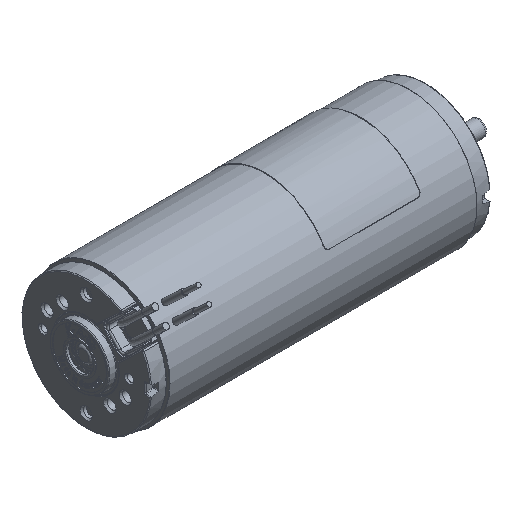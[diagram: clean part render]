
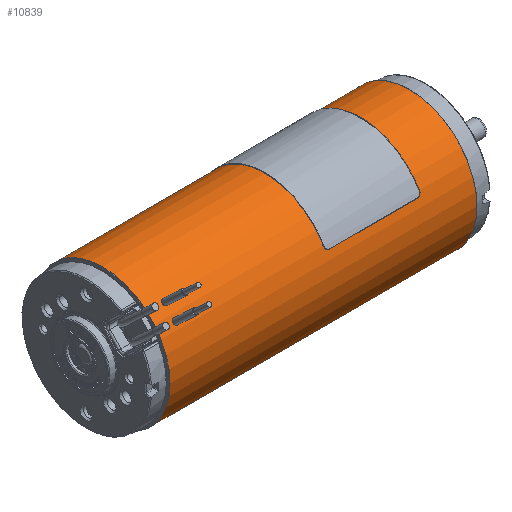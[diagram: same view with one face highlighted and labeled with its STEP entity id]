
A CAD part, isometric view. The second image highlights one B-rep face of the part: STEP entity #10839.
In plain terms, the highlighted cylindrical face has radius 25 mm (diameter 50 mm), a full revolution.
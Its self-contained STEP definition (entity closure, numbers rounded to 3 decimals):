
#8430=CYLINDRICAL_SURFACE('',#39533,25.);
#9330=FACE_BOUND('',#15734,.T.);
#9331=FACE_BOUND('',#15735,.T.);
#10839=ADVANCED_FACE('',(#9330,#9331),#8430,.T.);
#15734=EDGE_LOOP('',(#22982));
#15735=EDGE_LOOP('',(#22983));
#22982=ORIENTED_EDGE('',*,*,#33916,.T.);
#22983=ORIENTED_EDGE('',*,*,#33917,.T.);
#29373=VERTEX_POINT('',#67880);
#29374=VERTEX_POINT('',#67882);
#33916=EDGE_CURVE('',#29373,#29373,#37000,.T.);
#33917=EDGE_CURVE('',#29374,#29374,#37001,.T.);
#37000=CIRCLE('',#39531,25.);
#37001=CIRCLE('',#39532,25.);
#39531=AXIS2_PLACEMENT_3D('',#67879,#46155,#46156);
#39532=AXIS2_PLACEMENT_3D('',#67881,#46157,#46158);
#39533=AXIS2_PLACEMENT_3D('',#67883,#46159,#46160);
#46155=DIRECTION('',(1.,0.,0.));
#46156=DIRECTION('',(0.,0.,1.));
#46157=DIRECTION('',(-1.,0.,0.));
#46158=DIRECTION('',(0.,0.,-1.));
#46159=DIRECTION('',(-1.,0.,0.));
#46160=DIRECTION('',(0.,0.,1.));
#67879=CARTESIAN_POINT('',(-119.9,0.,0.));
#67880=CARTESIAN_POINT('',(-119.9,0.,25.));
#67881=CARTESIAN_POINT('',(-6.1,0.,0.));
#67882=CARTESIAN_POINT('',(-6.1,0.,-25.));
#67883=CARTESIAN_POINT('',(-68.066,0.,0.));
